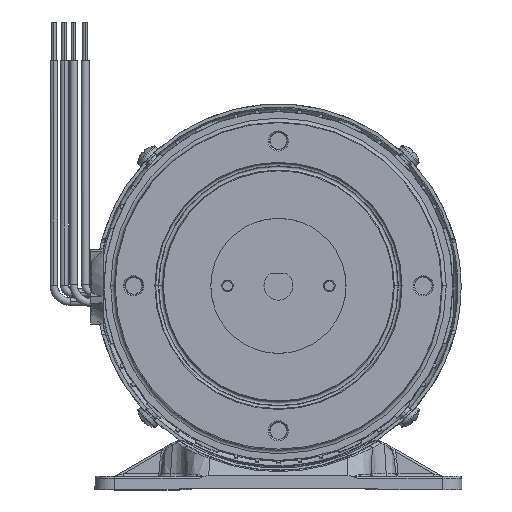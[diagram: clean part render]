
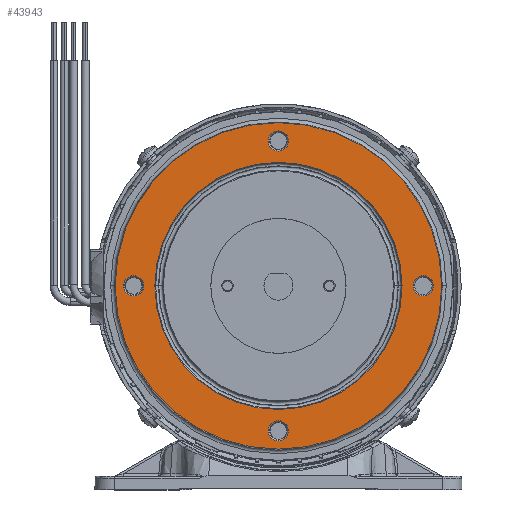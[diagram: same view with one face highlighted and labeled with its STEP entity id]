
A CAD part, top view. The second image highlights one B-rep face of the part: STEP entity #43943.
In plain terms, the highlighted planar face has unit normal (0, 0, 1).
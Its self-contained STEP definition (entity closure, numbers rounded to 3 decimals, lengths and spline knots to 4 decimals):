
#1178 = ORIENTED_EDGE ( 'NONE', *, *, #45372, .F. ) ;
#1179 = ORIENTED_EDGE ( 'NONE', *, *, #44927, .F. ) ;
#1180 = ORIENTED_EDGE ( 'NONE', *, *, #45398, .F. ) ;
#1181 = ORIENTED_EDGE ( 'NONE', *, *, #45185, .F. ) ;
#1182 = ORIENTED_EDGE ( 'NONE', *, *, #45037, .T. ) ;
#1183 = ORIENTED_EDGE ( 'NONE', *, *, #45342, .T. ) ;
#1184 = ORIENTED_EDGE ( 'NONE', *, *, #45402, .F. ) ;
#1185 = ORIENTED_EDGE ( 'NONE', *, *, #45220, .F. ) ;
#1186 = ORIENTED_EDGE ( 'NONE', *, *, #45415, .F. ) ;
#1187 = ORIENTED_EDGE ( 'NONE', *, *, #45017, .F. ) ;
#1188 = ORIENTED_EDGE ( 'NONE', *, *, #45060, .F. ) ;
#1189 = ORIENTED_EDGE ( 'NONE', *, *, #45348, .F. ) ;
#11303 = AXIS2_PLACEMENT_3D ( 'NONE', #32083, #32076, #32085 ) ;
#22380 = FACE_BOUND ( 'NONE', #23965, .T. ) ;
#22384 = FACE_BOUND ( 'NONE', #36369, .T. ) ;
#22387 = FACE_OUTER_BOUND ( 'NONE', #23956, .T. ) ;
#22390 = FACE_BOUND ( 'NONE', #23954, .T. ) ;
#22392 = FACE_BOUND ( 'NONE', #23960, .T. ) ;
#22393 = FACE_BOUND ( 'NONE', #23952, .T. ) ;
#23952 = EDGE_LOOP ( 'NONE', ( #1186, #1187 ) ) ;
#23954 = EDGE_LOOP ( 'NONE', ( #1180, #1181 ) ) ;
#23956 = EDGE_LOOP ( 'NONE', ( #1188, #1189 ) ) ;
#23960 = EDGE_LOOP ( 'NONE', ( #1182, #1183 ) ) ;
#23965 = EDGE_LOOP ( 'NONE', ( #1184, #1185 ) ) ;
#26393 = CIRCLE ( 'NONE', #29387, 0.1306 ) ;
#26532 = CIRCLE ( 'NONE', #29464, 0.1306 ) ;
#26562 = CIRCLE ( 'NONE', #29483, 1.5992 ) ;
#26596 = CIRCLE ( 'NONE', #29507, 2.1127 ) ;
#26690 = CIRCLE ( 'NONE', #29563, 0.1306 ) ;
#26712 = CIRCLE ( 'NONE', #29573, 0.1306 ) ;
#26761 = CIRCLE ( 'NONE', #29612, 1.5992 ) ;
#26766 = CIRCLE ( 'NONE', #29614, 2.1127 ) ;
#26775 = CIRCLE ( 'NONE', #29623, 0.1306 ) ;
#26788 = CIRCLE ( 'NONE', #29635, 0.1306 ) ;
#26789 = CIRCLE ( 'NONE', #29637, 0.1306 ) ;
#26797 = CIRCLE ( 'NONE', #29643, 0.1306 ) ;
#29387 = AXIS2_PLACEMENT_3D ( 'NONE', #32894, #32895, #32896 ) ;
#29464 = AXIS2_PLACEMENT_3D ( 'NONE', #33116, #33117, #33118 ) ;
#29483 = AXIS2_PLACEMENT_3D ( 'NONE', #33167, #33168, #33169 ) ;
#29507 = AXIS2_PLACEMENT_3D ( 'NONE', #33226, #33227, #33228 ) ;
#29563 = AXIS2_PLACEMENT_3D ( 'NONE', #33421, #33422, #33423 ) ;
#29573 = AXIS2_PLACEMENT_3D ( 'NONE', #33469, #33470, #33471 ) ;
#29612 = AXIS2_PLACEMENT_3D ( 'NONE', #33673, #33674, #33675 ) ;
#29614 = AXIS2_PLACEMENT_3D ( 'NONE', #33681, #33682, #33683 ) ;
#29623 = AXIS2_PLACEMENT_3D ( 'NONE', #33713, #33714, #33715 ) ;
#29635 = AXIS2_PLACEMENT_3D ( 'NONE', #33749, #33750, #33751 ) ;
#29637 = AXIS2_PLACEMENT_3D ( 'NONE', #33755, #33756, #33757 ) ;
#29643 = AXIS2_PLACEMENT_3D ( 'NONE', #33773, #33774, #33775 ) ;
#32076 = DIRECTION ( 'NONE',  ( 0., 0., -1. ) ) ;
#32081 = PLANE ( 'NONE',  #11303 ) ;
#32083 = CARTESIAN_POINT ( 'NONE',  ( 0., 2.2062, 0.683 ) ) ;
#32085 = DIRECTION ( 'NONE',  ( -1., 0., 0. ) ) ;
#32552 = CARTESIAN_POINT ( 'NONE',  ( 0.1306, -1.875, 0.683 ) ) ;
#32553 = CARTESIAN_POINT ( 'NONE',  ( -0.1306, -1.875, 0.683 ) ) ;
#32565 = CARTESIAN_POINT ( 'NONE',  ( 1.5992, 0., 0.683 ) ) ;
#32566 = CARTESIAN_POINT ( 'NONE',  ( -1.5992, 0., 0.683 ) ) ;
#32568 = CARTESIAN_POINT ( 'NONE',  ( -1.7444, 0., 0.683 ) ) ;
#32569 = CARTESIAN_POINT ( 'NONE',  ( -2.0056, 0., 0.683 ) ) ;
#32580 = CARTESIAN_POINT ( 'NONE',  ( 0.1306, 1.875, 0.683 ) ) ;
#32581 = CARTESIAN_POINT ( 'NONE',  ( -0.1306, 1.875, 0.683 ) ) ;
#32658 = CARTESIAN_POINT ( 'NONE',  ( 2.0056, 0., 0.683 ) ) ;
#32659 = CARTESIAN_POINT ( 'NONE',  ( 1.7444, 0., 0.683 ) ) ;
#32894 = CARTESIAN_POINT ( 'NONE',  ( 0., 1.875, 0.683 ) ) ;
#32895 = DIRECTION ( 'NONE',  ( 0., 0., 1. ) ) ;
#32896 = DIRECTION ( 'NONE',  ( -1., 0., 0. ) ) ;
#33116 = CARTESIAN_POINT ( 'NONE',  ( -1.875, 0., 0.683 ) ) ;
#33117 = DIRECTION ( 'NONE',  ( 0., 0., 1. ) ) ;
#33118 = DIRECTION ( 'NONE',  ( -1., 0., 0. ) ) ;
#33167 = CARTESIAN_POINT ( 'NONE',  ( 0., 0., 0.683 ) ) ;
#33168 = DIRECTION ( 'NONE',  ( 0., 0., -1. ) ) ;
#33169 = DIRECTION ( 'NONE',  ( -1., 0., 0. ) ) ;
#33226 = CARTESIAN_POINT ( 'NONE',  ( 0., 0., 0.683 ) ) ;
#33227 = DIRECTION ( 'NONE',  ( 0., 0., -1. ) ) ;
#33228 = DIRECTION ( 'NONE',  ( -1., 0., 0. ) ) ;
#33421 = CARTESIAN_POINT ( 'NONE',  ( 0., -1.875, 0.683 ) ) ;
#33422 = DIRECTION ( 'NONE',  ( 0., 0., 1. ) ) ;
#33423 = DIRECTION ( 'NONE',  ( -1., 0., 0. ) ) ;
#33469 = CARTESIAN_POINT ( 'NONE',  ( 1.875, 0., 0.683 ) ) ;
#33470 = DIRECTION ( 'NONE',  ( 0., 0., 1. ) ) ;
#33471 = DIRECTION ( 'NONE',  ( -1., 0., 0. ) ) ;
#33673 = CARTESIAN_POINT ( 'NONE',  ( 0., 0., 0.683 ) ) ;
#33674 = DIRECTION ( 'NONE',  ( 0., 0., -1. ) ) ;
#33675 = DIRECTION ( 'NONE',  ( -1., 0., 0. ) ) ;
#33681 = CARTESIAN_POINT ( 'NONE',  ( 0., 0., 0.683 ) ) ;
#33682 = DIRECTION ( 'NONE',  ( 0., 0., -1. ) ) ;
#33683 = DIRECTION ( 'NONE',  ( -1., 0., 0. ) ) ;
#33713 = CARTESIAN_POINT ( 'NONE',  ( 0., 1.875, 0.683 ) ) ;
#33714 = DIRECTION ( 'NONE',  ( 0., 0., 1. ) ) ;
#33715 = DIRECTION ( 'NONE',  ( -1., 0., 0. ) ) ;
#33749 = CARTESIAN_POINT ( 'NONE',  ( 0., -1.875, 0.683 ) ) ;
#33750 = DIRECTION ( 'NONE',  ( 0., 0., 1. ) ) ;
#33751 = DIRECTION ( 'NONE',  ( -1., 0., 0. ) ) ;
#33755 = CARTESIAN_POINT ( 'NONE',  ( 1.875, 0., 0.683 ) ) ;
#33756 = DIRECTION ( 'NONE',  ( 0., 0., 1. ) ) ;
#33757 = DIRECTION ( 'NONE',  ( -1., 0., 0. ) ) ;
#33773 = CARTESIAN_POINT ( 'NONE',  ( -1.875, 0., 0.683 ) ) ;
#33774 = DIRECTION ( 'NONE',  ( 0., 0., 1. ) ) ;
#33775 = DIRECTION ( 'NONE',  ( -1., 0., 0. ) ) ;
#36369 = EDGE_LOOP ( 'NONE', ( #1178, #1179 ) ) ;
#38519 = CARTESIAN_POINT ( 'NONE',  ( -2.1127, 0., 0.683 ) ) ;
#38714 = CARTESIAN_POINT ( 'NONE',  ( 2.1127, 0., 0.683 ) ) ;
#43943 = ADVANCED_FACE ( 'NONE', ( #22384, #22390, #22392, #22380, #22393, #22387 ), #32081, .F. ) ;
#44612 = VERTEX_POINT ( 'NONE', #32552 ) ;
#44613 = VERTEX_POINT ( 'NONE', #32553 ) ;
#44625 = VERTEX_POINT ( 'NONE', #32565 ) ;
#44626 = VERTEX_POINT ( 'NONE', #32566 ) ;
#44628 = VERTEX_POINT ( 'NONE', #32568 ) ;
#44629 = VERTEX_POINT ( 'NONE', #32569 ) ;
#44640 = VERTEX_POINT ( 'NONE', #32580 ) ;
#44641 = VERTEX_POINT ( 'NONE', #32581 ) ;
#44718 = VERTEX_POINT ( 'NONE', #32658 ) ;
#44719 = VERTEX_POINT ( 'NONE', #32659 ) ;
#44927 = EDGE_CURVE ( 'NONE', #44641, #44640, #26393, .T. ) ;
#45017 = EDGE_CURVE ( 'NONE', #44629, #44628, #26532, .T. ) ;
#45037 = EDGE_CURVE ( 'NONE', #44625, #44626, #26562, .T. ) ;
#45060 = EDGE_CURVE ( 'NONE', #46889, #46694, #26596, .T. ) ;
#45185 = EDGE_CURVE ( 'NONE', #44613, #44612, #26690, .T. ) ;
#45220 = EDGE_CURVE ( 'NONE', #44719, #44718, #26712, .T. ) ;
#45342 = EDGE_CURVE ( 'NONE', #44626, #44625, #26761, .T. ) ;
#45348 = EDGE_CURVE ( 'NONE', #46694, #46889, #26766, .T. ) ;
#45372 = EDGE_CURVE ( 'NONE', #44640, #44641, #26775, .T. ) ;
#45398 = EDGE_CURVE ( 'NONE', #44612, #44613, #26788, .T. ) ;
#45402 = EDGE_CURVE ( 'NONE', #44718, #44719, #26789, .T. ) ;
#45415 = EDGE_CURVE ( 'NONE', #44628, #44629, #26797, .T. ) ;
#46694 = VERTEX_POINT ( 'NONE', #38519 ) ;
#46889 = VERTEX_POINT ( 'NONE', #38714 ) ;
